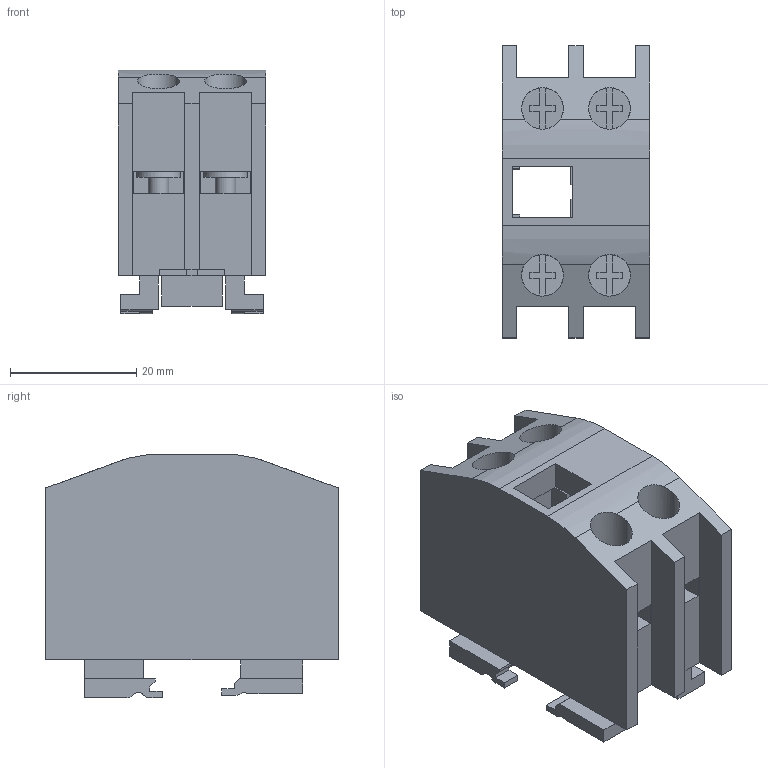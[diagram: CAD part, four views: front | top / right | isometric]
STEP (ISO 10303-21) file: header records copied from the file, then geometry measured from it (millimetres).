
FILE_DESCRIPTION( ( '' ), '1' );
FILE_NAME( 'dil_m150_xhi_2.stp', '2010-03-05T08:01:21', ( '' ), ( '' ), ' ', ' ', ' ' );
FILE_SCHEMA( ( 'CONFIG_CONTROL_DESIGN' ) );
Length unit declared in the file: millimetre
Products named in the file (1): 1
Bounding box: 23.4 x 46.2 x 38.5 mm (x, y, z)
Volume: 21258.7 mm3; surface area: 12712.7 mm2
Topology: 1 solids, 1 shells, 239 faces, 671 edges, 444 vertices
Faces by surface type: plane 201, cylinder 30, cone 8
Entity records: 7763 total; most frequent: CARTESIAN_POINT 1439, ORIENTED_EDGE 1342, DIRECTION 1245, EDGE_CURVE 671, LINE 569, VECTOR 569, VERTEX_POINT 444, AXIS2_PLACEMENT_3D 338
